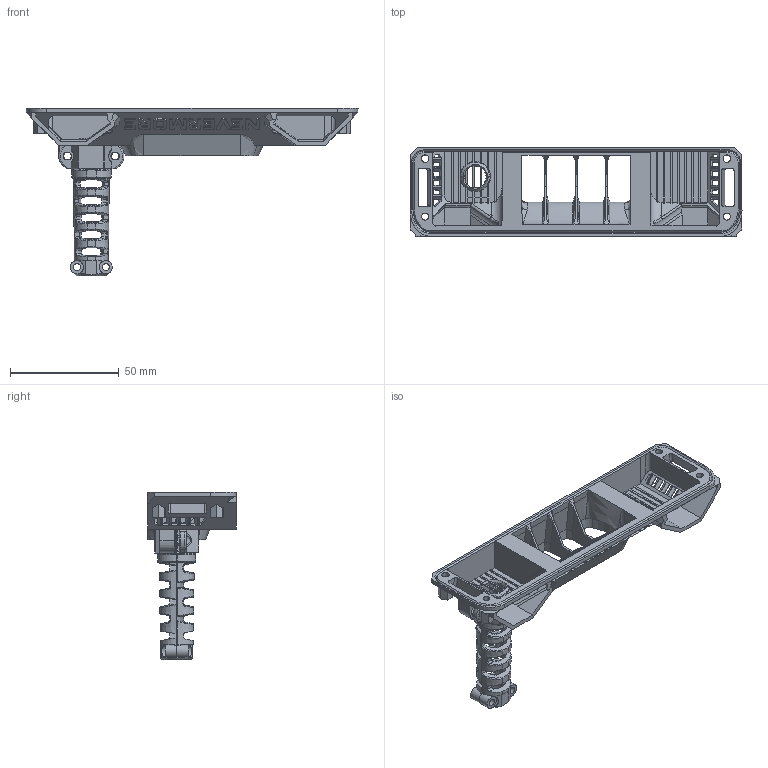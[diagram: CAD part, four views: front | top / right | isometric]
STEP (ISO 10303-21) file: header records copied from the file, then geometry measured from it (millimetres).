
FILE_DESCRIPTION(/* description */ (''),/* implementation_level */ '2;1');
FILE_NAME(/* name */ 'PUG_Chamber_Side.step',/* time_stamp */ '2025-03-30T15:26:46+02:00',/* author */ (''),/* organization */ (''),/* preprocessor_version */ 'ST-DEVELOPER v20.1',/* originating_system */ 'Autodesk Translation Framework v14.4.0.0',/* authorisation */ '');
FILE_SCHEMA (('AUTOMOTIVE_DESIGN { 1 0 10303 214 3 1 1 }'));
Products named in the file (3): PUG_Chamber_Side; PUG (1); PUG Clamp
Assembly tree (2 placements, depth 2):
  PUG_Chamber_Side
    PUG (1)
    PUG Clamp
Bounding box: 152.78 x 40.71 x 77.16 mm (x, y, z)
Volume: 37274.5 mm3; surface area: 32747.6 mm2
Topology: 4 solids, 4 shells, 1456 faces, 4199 edges, 2743 vertices
Faces by surface type: plane 601, bspline 414, cylinder 324, cone 98, torus 17, sphere 2
Full cylindrical faces by diameter (mm): 3.2 x2, 3.3 x4, 3.4 x2, 4.7 x2
Entity records: 56044 total; most frequent: CARTESIAN_POINT 21519, ORIENTED_EDGE 8394, DIRECTION 5734, EDGE_CURVE 4197, VERTEX_POINT 2743, LINE 2116, VECTOR 2116, AXIS2_PLACEMENT_3D 1809
